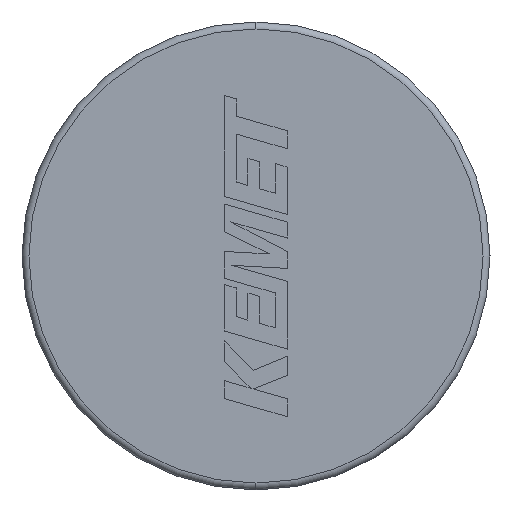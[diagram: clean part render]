
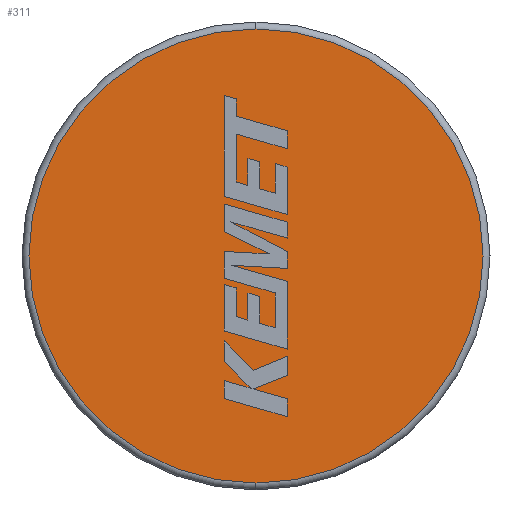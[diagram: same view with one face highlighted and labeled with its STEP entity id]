
A CAD part, left-side view. The second image highlights one B-rep face of the part: STEP entity #311.
In plain terms, the highlighted planar face has unit normal (-1, 0, 0).
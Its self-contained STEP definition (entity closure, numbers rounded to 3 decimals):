
#181 = DIRECTION ( 'NONE',  ( -1., 0., 0. ) ) ;
#311 = ADVANCED_FACE ( 'NONE', ( #2710 ), #2820, .F. ) ;
#446 = CARTESIAN_POINT ( 'NONE',  ( 0., 0., 0. ) ) ;
#495 = DIRECTION ( 'NONE',  ( 1., 0., 0. ) ) ;
#506 = CIRCLE ( 'NONE', #1837, 6.55 ) ;
#679 = DIRECTION ( 'NONE',  ( 0., 0., -1. ) ) ;
#867 = ORIENTED_EDGE ( 'NONE', *, *, #1039, .T. ) ;
#1030 = CARTESIAN_POINT ( 'NONE',  ( 0., 0., 0. ) ) ;
#1039 = EDGE_CURVE ( 'NONE', #3051, #3394, #506, .T. ) ;
#1043 = ORIENTED_EDGE ( 'NONE', *, *, #1983, .T. ) ;
#1545 = CARTESIAN_POINT ( 'NONE',  ( 0., 0., 0. ) ) ;
#1579 = AXIS2_PLACEMENT_3D ( 'NONE', #1030, #495, #2062 ) ;
#1594 = CARTESIAN_POINT ( 'NONE',  ( 0., 0., 6.55 ) ) ;
#1679 = CIRCLE ( 'NONE', #1864, 6.55 ) ;
#1809 = DIRECTION ( 'NONE',  ( 0., 0., -1. ) ) ;
#1837 = AXIS2_PLACEMENT_3D ( 'NONE', #1545, #181, #1809 ) ;
#1864 = AXIS2_PLACEMENT_3D ( 'NONE', #446, #2245, #679 ) ;
#1983 = EDGE_CURVE ( 'NONE', #3394, #3051, #1679, .T. ) ;
#2062 = DIRECTION ( 'NONE',  ( 0., 0., -1. ) ) ;
#2245 = DIRECTION ( 'NONE',  ( -1., 0., 0. ) ) ;
#2340 = CARTESIAN_POINT ( 'NONE',  ( 0., 0., -6.55 ) ) ;
#2552 = EDGE_LOOP ( 'NONE', ( #867, #1043 ) ) ;
#2710 = FACE_OUTER_BOUND ( 'NONE', #2552, .T. ) ;
#2820 = PLANE ( 'NONE',  #1579 ) ;
#3051 = VERTEX_POINT ( 'NONE', #2340 ) ;
#3394 = VERTEX_POINT ( 'NONE', #1594 ) ;
